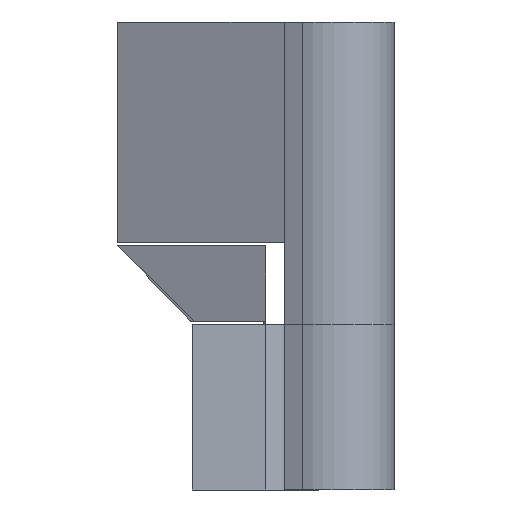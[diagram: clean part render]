
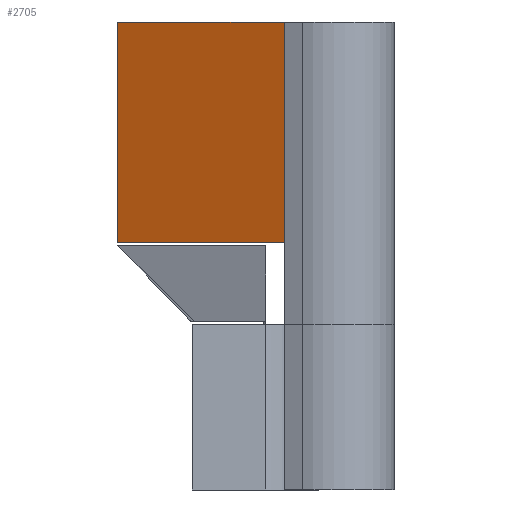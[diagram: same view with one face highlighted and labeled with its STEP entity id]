
A CAD part, left-side view. The second image highlights one B-rep face of the part: STEP entity #2705.
In plain terms, the highlighted planar face has unit normal (-0.906, 0.423, 0).
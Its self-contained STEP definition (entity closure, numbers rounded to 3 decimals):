
#1800 = PLANE('',#1801);
#1801 = AXIS2_PLACEMENT_3D('',#1802,#1803,#1804);
#1802 = CARTESIAN_POINT('',(-12.444,-13.521,9.));
#1803 = DIRECTION('',(-0.906,0.423,0.)
  );
#1804 = DIRECTION('',(0.423,0.906,0.)
  );
#2404 = VERTEX_POINT('',#2405);
#2405 = CARTESIAN_POINT('',(-11.968,-12.5,25.5));
#2426 = EDGE_CURVE('',#2427,#2404,#2429,.T.);
#2427 = VERTEX_POINT('',#2428);
#2428 = CARTESIAN_POINT('',(-11.968,-12.5,13.5));
#2429 = SURFACE_CURVE('',#2430,(#2434,#2441),.PCURVE_S1.);
#2430 = LINE('',#2431,#2432);
#2431 = CARTESIAN_POINT('',(-11.968,-12.5,9.));
#2432 = VECTOR('',#2433,1.);
#2433 = DIRECTION('',(0.,0.,1.));
#2434 = PCURVE('',#1800,#2435);
#2435 = DEFINITIONAL_REPRESENTATION('',(#2436),#2440);
#2436 = LINE('',#2437,#2438);
#2437 = CARTESIAN_POINT('',(1.126,0.));
#2438 = VECTOR('',#2439,1.);
#2439 = DIRECTION('',(0.,-1.));
#2440 = ( GEOMETRIC_REPRESENTATION_CONTEXT(2) 
PARAMETRIC_REPRESENTATION_CONTEXT() REPRESENTATION_CONTEXT('2D SPACE',''
  ) );
#2441 = PCURVE('',#2442,#2447);
#2442 = PLANE('',#2443);
#2443 = AXIS2_PLACEMENT_3D('',#2444,#2445,#2446);
#2444 = CARTESIAN_POINT('',(-11.968,-12.5,25.5));
#2445 = DIRECTION('',(0.906,-0.423,0.)
  );
#2446 = DIRECTION('',(0.423,0.906,0.)
  );
#2447 = DEFINITIONAL_REPRESENTATION('',(#2448),#2452);
#2448 = LINE('',#2449,#2450);
#2449 = CARTESIAN_POINT('',(0.,-16.5));
#2450 = VECTOR('',#2451,1.);
#2451 = DIRECTION('',(0.,1.));
#2452 = ( GEOMETRIC_REPRESENTATION_CONTEXT(2) 
PARAMETRIC_REPRESENTATION_CONTEXT() REPRESENTATION_CONTEXT('2D SPACE',''
  ) );
#2517 = PLANE('',#2518);
#2518 = AXIS2_PLACEMENT_3D('',#2519,#2520,#2521);
#2519 = CARTESIAN_POINT('',(-9.209,-8.473,13.5));
#2520 = DIRECTION('',(0.,0.,-1.));
#2521 = DIRECTION('',(1.,0.,0.));
#2689 = PLANE('',#2690);
#2690 = AXIS2_PLACEMENT_3D('',#2691,#2692,#2693);
#2691 = CARTESIAN_POINT('',(-9.209,-8.473,25.5));
#2692 = DIRECTION('',(0.,0.,-1.));
#2693 = DIRECTION('',(1.,0.,0.));
#2705 = ADVANCED_FACE('',(#2706),#2442,.F.);
#2706 = FACE_BOUND('',#2707,.F.);
#2707 = EDGE_LOOP('',(#2708,#2709,#2732,#2760));
#2708 = ORIENTED_EDGE('',*,*,#2426,.F.);
#2709 = ORIENTED_EDGE('',*,*,#2710,.T.);
#2710 = EDGE_CURVE('',#2427,#2711,#2713,.T.);
#2711 = VERTEX_POINT('',#2712);
#2712 = CARTESIAN_POINT('',(-7.742,-3.437,13.5));
#2713 = SURFACE_CURVE('',#2714,(#2718,#2725),.PCURVE_S1.);
#2714 = LINE('',#2715,#2716);
#2715 = CARTESIAN_POINT('',(-11.968,-12.5,13.5));
#2716 = VECTOR('',#2717,1.);
#2717 = DIRECTION('',(0.423,0.906,0.)
  );
#2718 = PCURVE('',#2442,#2719);
#2719 = DEFINITIONAL_REPRESENTATION('',(#2720),#2724);
#2720 = LINE('',#2721,#2722);
#2721 = CARTESIAN_POINT('',(0.,-12.));
#2722 = VECTOR('',#2723,1.);
#2723 = DIRECTION('',(1.,0.));
#2724 = ( GEOMETRIC_REPRESENTATION_CONTEXT(2) 
PARAMETRIC_REPRESENTATION_CONTEXT() REPRESENTATION_CONTEXT('2D SPACE',''
  ) );
#2725 = PCURVE('',#2517,#2726);
#2726 = DEFINITIONAL_REPRESENTATION('',(#2727),#2731);
#2727 = LINE('',#2728,#2729);
#2728 = CARTESIAN_POINT('',(-2.759,4.027));
#2729 = VECTOR('',#2730,1.);
#2730 = DIRECTION('',(0.423,-0.906));
#2731 = ( GEOMETRIC_REPRESENTATION_CONTEXT(2) 
PARAMETRIC_REPRESENTATION_CONTEXT() REPRESENTATION_CONTEXT('2D SPACE',''
  ) );
#2732 = ORIENTED_EDGE('',*,*,#2733,.F.);
#2733 = EDGE_CURVE('',#2734,#2711,#2736,.T.);
#2734 = VERTEX_POINT('',#2735);
#2735 = CARTESIAN_POINT('',(-7.742,-3.437,25.5));
#2736 = SURFACE_CURVE('',#2737,(#2741,#2748),.PCURVE_S1.);
#2737 = LINE('',#2738,#2739);
#2738 = CARTESIAN_POINT('',(-7.742,-3.437,25.5));
#2739 = VECTOR('',#2740,1.);
#2740 = DIRECTION('',(0.,0.,-1.));
#2741 = PCURVE('',#2442,#2742);
#2742 = DEFINITIONAL_REPRESENTATION('',(#2743),#2747);
#2743 = LINE('',#2744,#2745);
#2744 = CARTESIAN_POINT('',(10.,0.));
#2745 = VECTOR('',#2746,1.);
#2746 = DIRECTION('',(0.,-1.));
#2747 = ( GEOMETRIC_REPRESENTATION_CONTEXT(2) 
PARAMETRIC_REPRESENTATION_CONTEXT() REPRESENTATION_CONTEXT('2D SPACE',''
  ) );
#2748 = PCURVE('',#2749,#2754);
#2749 = PLANE('',#2750);
#2750 = AXIS2_PLACEMENT_3D('',#2751,#2752,#2753);
#2751 = CARTESIAN_POINT('',(-7.742,-3.437,25.5));
#2752 = DIRECTION('',(-0.996,-0.087,
    0.));
#2753 = DIRECTION('',(0.087,-0.996,
    0.));
#2754 = DEFINITIONAL_REPRESENTATION('',(#2755),#2759);
#2755 = LINE('',#2756,#2757);
#2756 = CARTESIAN_POINT('',(0.,0.));
#2757 = VECTOR('',#2758,1.);
#2758 = DIRECTION('',(0.,-1.));
#2759 = ( GEOMETRIC_REPRESENTATION_CONTEXT(2) 
PARAMETRIC_REPRESENTATION_CONTEXT() REPRESENTATION_CONTEXT('2D SPACE',''
  ) );
#2760 = ORIENTED_EDGE('',*,*,#2761,.F.);
#2761 = EDGE_CURVE('',#2404,#2734,#2762,.T.);
#2762 = SURFACE_CURVE('',#2763,(#2767,#2774),.PCURVE_S1.);
#2763 = LINE('',#2764,#2765);
#2764 = CARTESIAN_POINT('',(-11.968,-12.5,25.5));
#2765 = VECTOR('',#2766,1.);
#2766 = DIRECTION('',(0.423,0.906,0.)
  );
#2767 = PCURVE('',#2442,#2768);
#2768 = DEFINITIONAL_REPRESENTATION('',(#2769),#2773);
#2769 = LINE('',#2770,#2771);
#2770 = CARTESIAN_POINT('',(0.,0.));
#2771 = VECTOR('',#2772,1.);
#2772 = DIRECTION('',(1.,0.));
#2773 = ( GEOMETRIC_REPRESENTATION_CONTEXT(2) 
PARAMETRIC_REPRESENTATION_CONTEXT() REPRESENTATION_CONTEXT('2D SPACE',''
  ) );
#2774 = PCURVE('',#2689,#2775);
#2775 = DEFINITIONAL_REPRESENTATION('',(#2776),#2780);
#2776 = LINE('',#2777,#2778);
#2777 = CARTESIAN_POINT('',(-2.759,4.027));
#2778 = VECTOR('',#2779,1.);
#2779 = DIRECTION('',(0.423,-0.906));
#2780 = ( GEOMETRIC_REPRESENTATION_CONTEXT(2) 
PARAMETRIC_REPRESENTATION_CONTEXT() REPRESENTATION_CONTEXT('2D SPACE',''
  ) );
